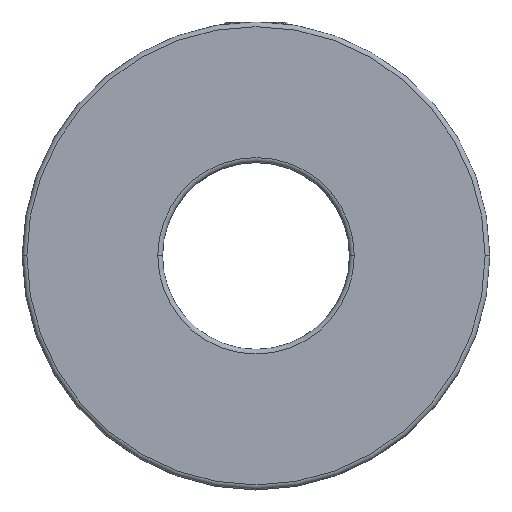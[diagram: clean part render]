
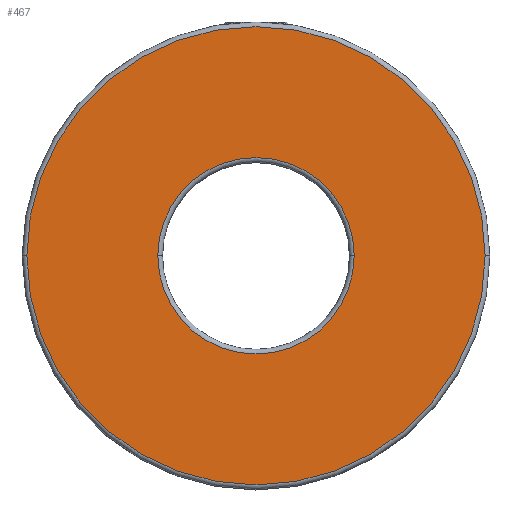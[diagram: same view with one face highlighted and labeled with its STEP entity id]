
A CAD part, top view. The second image highlights one B-rep face of the part: STEP entity #467.
In plain terms, the highlighted planar face has unit normal (0, 0, 1).
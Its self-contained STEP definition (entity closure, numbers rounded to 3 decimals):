
#26 = DIRECTION ( 'NONE',  ( 1., 0., 0. ) ) ;
#27 = DIRECTION ( 'NONE',  ( 0., 0., 1. ) ) ;
#41 = CARTESIAN_POINT ( 'NONE',  ( 2.1, 0., 5. ) ) ;
#54 = CARTESIAN_POINT ( 'NONE',  ( 4.9, 0., 5. ) ) ;
#68 = VERTEX_POINT ( 'NONE', #41 ) ;
#74 = CARTESIAN_POINT ( 'NONE',  ( 0., 0., 5. ) ) ;
#159 = DIRECTION ( 'NONE',  ( 1., 0., 0. ) ) ;
#161 = DIRECTION ( 'NONE',  ( 0., 0., 1. ) ) ;
#162 = CARTESIAN_POINT ( 'NONE',  ( 0., 0., 5. ) ) ;
#222 = DIRECTION ( 'NONE',  ( 1., 0., 0. ) ) ;
#224 = DIRECTION ( 'NONE',  ( 0., 0., -1. ) ) ;
#227 = CARTESIAN_POINT ( 'NONE',  ( 0., 0., 5. ) ) ;
#242 = DIRECTION ( 'NONE',  ( 1., 0., 0. ) ) ;
#243 = DIRECTION ( 'NONE',  ( 0., 0., -1. ) ) ;
#244 = CARTESIAN_POINT ( 'NONE',  ( 0., 0., 5. ) ) ;
#329 = DIRECTION ( 'NONE',  ( 0., 0., 1. ) ) ;
#331 = PLANE ( 'NONE',  #580 ) ;
#332 = DIRECTION ( 'NONE',  ( 1., 0., 0. ) ) ;
#334 = CARTESIAN_POINT ( 'NONE',  ( 0., 0., 5. ) ) ;
#350 = CARTESIAN_POINT ( 'NONE',  ( -2.1, 0., 5. ) ) ;
#398 = VERTEX_POINT ( 'NONE', #54 ) ;
#410 = VERTEX_POINT ( 'NONE', #350 ) ;
#417 = VERTEX_POINT ( 'NONE', #420 ) ;
#420 = CARTESIAN_POINT ( 'NONE',  ( -4.9, 0., 5. ) ) ;
#467 = ADVANCED_FACE ( 'NONE', ( #947, #953 ), #331, .T. ) ;
#512 = AXIS2_PLACEMENT_3D ( 'NONE', #74, #27, #26 ) ;
#517 = AXIS2_PLACEMENT_3D ( 'NONE', #227, #224, #222 ) ;
#567 = AXIS2_PLACEMENT_3D ( 'NONE', #244, #243, #242 ) ;
#579 = AXIS2_PLACEMENT_3D ( 'NONE', #162, #161, #159 ) ;
#580 = AXIS2_PLACEMENT_3D ( 'NONE', #334, #329, #332 ) ;
#605 = EDGE_CURVE ( 'NONE', #410, #68, #780, .T. ) ;
#612 = EDGE_CURVE ( 'NONE', #68, #410, #761, .T. ) ;
#622 = EDGE_CURVE ( 'NONE', #417, #398, #747, .T. ) ;
#654 = EDGE_CURVE ( 'NONE', #398, #417, #700, .T. ) ;
#700 = CIRCLE ( 'NONE', #512, 4.9 ) ;
#747 = CIRCLE ( 'NONE', #579, 4.9 ) ;
#761 = CIRCLE ( 'NONE', #517, 2.1 ) ;
#780 = CIRCLE ( 'NONE', #567, 2.1 ) ;
#796 = EDGE_LOOP ( 'NONE', ( #935, #972 ) ) ;
#800 = EDGE_LOOP ( 'NONE', ( #1008, #959 ) ) ;
#935 = ORIENTED_EDGE ( 'NONE', *, *, #612, .T. ) ;
#947 = FACE_BOUND ( 'NONE', #796, .T. ) ;
#953 = FACE_OUTER_BOUND ( 'NONE', #800, .T. ) ;
#959 = ORIENTED_EDGE ( 'NONE', *, *, #622, .T. ) ;
#972 = ORIENTED_EDGE ( 'NONE', *, *, #605, .T. ) ;
#1008 = ORIENTED_EDGE ( 'NONE', *, *, #654, .T. ) ;
